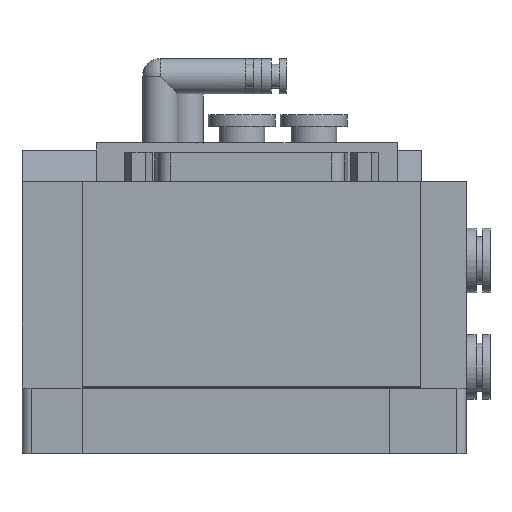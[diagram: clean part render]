
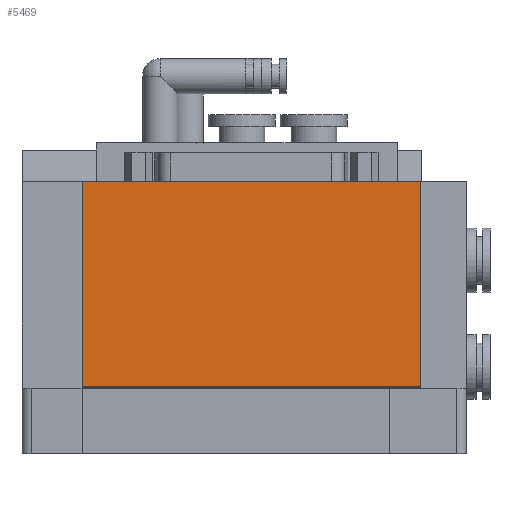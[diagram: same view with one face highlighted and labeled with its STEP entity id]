
A CAD part, top view. The second image highlights one B-rep face of the part: STEP entity #5469.
In plain terms, the highlighted planar face has unit normal (0, 0, 1).
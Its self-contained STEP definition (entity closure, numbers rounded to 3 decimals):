
#26=LINE('',#7869,#655);
#155=LINE('',#8195,#784);
#159=LINE('',#8202,#788);
#160=LINE('',#8205,#789);
#655=VECTOR('',#6279,1000.);
#784=VECTOR('',#6512,1000.);
#788=VECTOR('',#6518,1000.);
#789=VECTOR('',#6523,1000.);
#1299=PLANE('',#5840);
#1753=ORIENTED_EDGE('',*,*,#3273,.T.);
#1754=ORIENTED_EDGE('',*,*,#3109,.T.);
#1755=ORIENTED_EDGE('',*,*,#3277,.T.);
#1756=ORIENTED_EDGE('',*,*,#3278,.T.);
#3109=EDGE_CURVE('',#3901,#3900,#26,.T.);
#3273=EDGE_CURVE('',#4046,#3901,#155,.T.);
#3277=EDGE_CURVE('',#3900,#4047,#159,.T.);
#3278=EDGE_CURVE('',#4047,#4046,#160,.T.);
#3900=VERTEX_POINT('',#7868);
#3901=VERTEX_POINT('',#7870);
#4046=VERTEX_POINT('',#8196);
#4047=VERTEX_POINT('',#8201);
#4633=EDGE_LOOP('',(#1753,#1754,#1755,#1756));
#5020=FACE_BOUND('',#4633,.T.);
#5469=ADVANCED_FACE('',(#5020),#1299,.T.);
#5840=AXIS2_PLACEMENT_3D('',#8206,#6524,#6525);
#6279=DIRECTION('',(-1.,0.,0.));
#6512=DIRECTION('',(0.,1.,0.));
#6518=DIRECTION('',(0.,-1.,0.));
#6523=DIRECTION('',(1.,0.,0.));
#6524=DIRECTION('',(0.,0.,1.));
#6525=DIRECTION('',(1.,0.,0.));
#7868=CARTESIAN_POINT('',(-80.1,56.6,13.1));
#7869=CARTESIAN_POINT('',(-9.5,56.6,13.1));
#7870=CARTESIAN_POINT('',(-9.5,56.6,13.1));
#8195=CARTESIAN_POINT('',(-9.5,13.8,13.1));
#8196=CARTESIAN_POINT('',(-9.5,13.8,13.1));
#8201=CARTESIAN_POINT('',(-80.1,13.8,13.1));
#8202=CARTESIAN_POINT('',(-80.1,56.6,13.1));
#8205=CARTESIAN_POINT('',(-80.1,13.8,13.1));
#8206=CARTESIAN_POINT('',(0.,0.,13.1));
